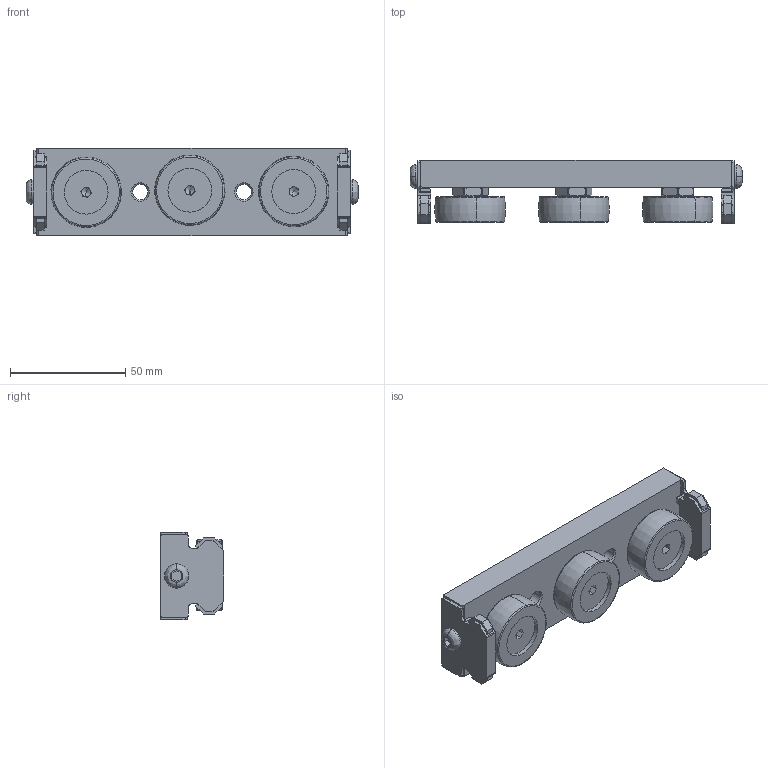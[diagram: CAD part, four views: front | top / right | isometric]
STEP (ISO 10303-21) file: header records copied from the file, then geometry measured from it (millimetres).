
FILE_DESCRIPTION (( 'STEP AP203' ), '1' );
FILE_NAME ('LUC-2-3W.step', '2024-05-13T17:23:19', ( '' ), ( '' ), 'SwSTEP 2.0', 'SolidWorks 2023', '' );
FILE_SCHEMA (( 'CONFIG_CONTROL_DESIGN' ));
Length unit declared in the file: millimetre
Products named in the file (1): LUC-2-3W
Bounding box: 144.14 x 27.69 x 38 mm (x, y, z)
Volume: 87699.8 mm3; surface area: 32155.9 mm2
Topology: 7 solids, 7 shells, 529 faces, 1331 edges, 837 vertices
Faces by surface type: plane 229, cylinder 150, cone 108, bspline 36, torus 6
Entity records: 16580 total; most frequent: CARTESIAN_POINT 3862, DIRECTION 2683, ORIENTED_EDGE 2642, EDGE_CURVE 1321, AXIS2_PLACEMENT_3D 1000, VERTEX_POINT 837, LINE 683, VECTOR 683
